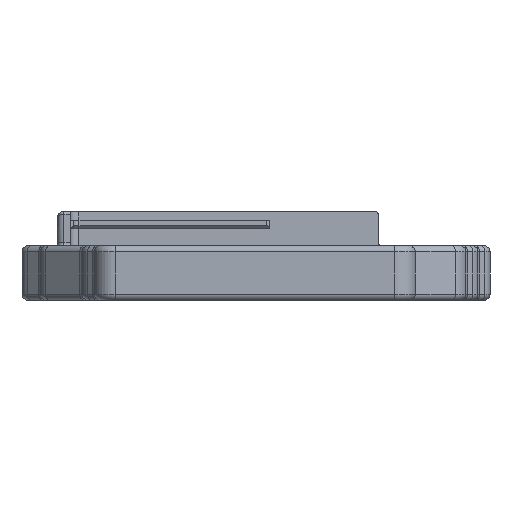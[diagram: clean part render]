
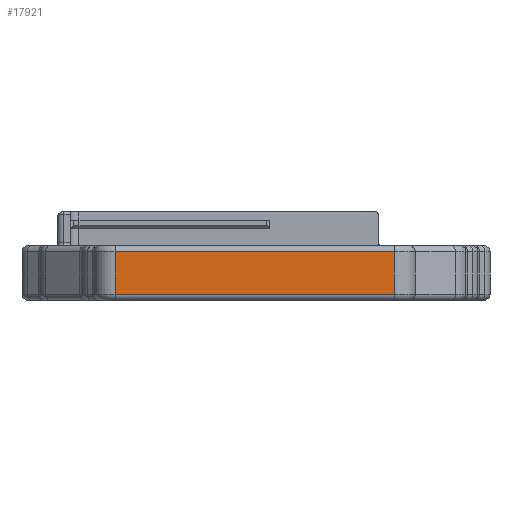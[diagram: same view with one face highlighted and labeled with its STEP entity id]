
A CAD part, left-side view. The second image highlights one B-rep face of the part: STEP entity #17921.
In plain terms, the highlighted planar face has unit normal (-1, 0, 0).
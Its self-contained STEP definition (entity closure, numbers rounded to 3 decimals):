
#2293=FACE_OUTER_BOUND('',#3349,.T.);
#3349=EDGE_LOOP('',(#14311,#14312,#14313,#14314));
#3982=LINE('',#26487,#5618);
#4004=LINE('',#26616,#5640);
#4078=LINE('',#27000,#5714);
#4731=LINE('',#28997,#6367);
#5618=VECTOR('',#20777,10.);
#5640=VECTOR('',#20929,10.);
#5714=VECTOR('',#21277,10.);
#6367=VECTOR('',#23338,10.);
#7279=VERTEX_POINT('',#26477);
#7281=VERTEX_POINT('',#26483);
#7324=VERTEX_POINT('',#26614);
#7435=VERTEX_POINT('',#26991);
#9056=EDGE_CURVE('',#7279,#7281,#3982,.T.);
#9121=EDGE_CURVE('',#7279,#7324,#4004,.T.);
#9284=EDGE_CURVE('',#7435,#7324,#4078,.T.);
#10268=EDGE_CURVE('',#7281,#7435,#4731,.T.);
#14311=ORIENTED_EDGE('',*,*,#9056,.F.);
#14312=ORIENTED_EDGE('',*,*,#9121,.T.);
#14313=ORIENTED_EDGE('',*,*,#9284,.F.);
#14314=ORIENTED_EDGE('',*,*,#10268,.F.);
#17226=PLANE('',#19452);
#17921=ADVANCED_FACE('',(#2293),#17226,.T.);
#19452=AXIS2_PLACEMENT_3D('',#28996,#23336,#23337);
#20777=DIRECTION('',(0.,1.,0.));
#20929=DIRECTION('',(0.,0.,1.));
#21277=DIRECTION('',(0.,-1.,0.));
#23336=DIRECTION('center_axis',(-1.,0.,0.));
#23337=DIRECTION('ref_axis',(0.,-1.,0.));
#23338=DIRECTION('',(0.,0.,1.));
#26477=CARTESIAN_POINT('',(-142.2,16.193,1.2));
#26483=CARTESIAN_POINT('',(-142.2,69.593,1.2));
#26487=CARTESIAN_POINT('',(-142.2,56.118,1.2));
#26614=CARTESIAN_POINT('',(-142.2,16.193,9.3));
#26616=CARTESIAN_POINT('',(-142.2,16.193,0.));
#26991=CARTESIAN_POINT('',(-142.2,69.593,9.3));
#27000=CARTESIAN_POINT('',(-142.2,56.118,9.3));
#28996=CARTESIAN_POINT('Origin',(-142.2,69.593,0.));
#28997=CARTESIAN_POINT('',(-142.2,69.593,0.));
